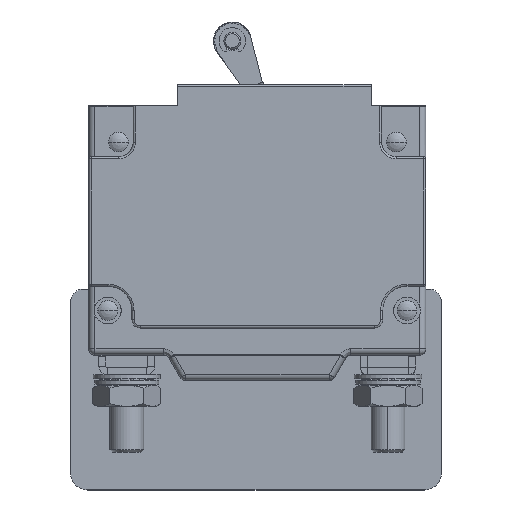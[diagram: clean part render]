
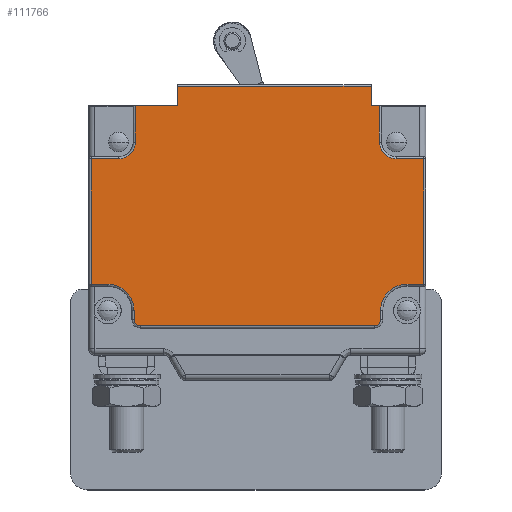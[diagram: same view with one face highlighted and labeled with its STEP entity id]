
A CAD part, top view. The second image highlights one B-rep face of the part: STEP entity #111766.
In plain terms, the highlighted planar face has unit normal (0, 0, 1).
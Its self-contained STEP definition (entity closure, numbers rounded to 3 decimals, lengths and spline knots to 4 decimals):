
#3969=DIRECTION('',(0.,-1.,0.));
#3970=VECTOR('',#3969,0.1451);
#3971=CARTESIAN_POINT('',(-0.719,0.3282,1.116));
#3972=LINE('',#3971,#3970);
#11857=DIRECTION('',(0.,-1.,0.));
#11858=VECTOR('',#11857,0.9293);
#11859=CARTESIAN_POINT('',(-1.3583,-0.2104,1.116));
#11860=LINE('',#11859,#11858);
#11861=DIRECTION('',(-1.,0.,0.));
#11862=VECTOR('',#11861,0.2023);
#11863=CARTESIAN_POINT('',(-1.156,-0.2104,1.116));
#11864=LINE('',#11863,#11862);
#11865=CARTESIAN_POINT('',(-1.156,-0.085,1.116));
#11866=DIRECTION('',(0.,0.,-1.));
#11867=DIRECTION('',(1.,0.,0.));
#11868=AXIS2_PLACEMENT_3D('',#11865,#11866,#11867);
#11870=DIRECTION('',(0.,-1.,0.));
#11871=VECTOR('',#11870,0.268);
#11872=CARTESIAN_POINT('',(-1.0306,0.183,1.116));
#11873=LINE('',#11872,#11871);
#11874=DIRECTION('',(-1.,0.,0.));
#11875=VECTOR('',#11874,0.3116);
#11876=CARTESIAN_POINT('',(-0.719,0.183,1.116));
#11877=LINE('',#11876,#11875);
#11878=DIRECTION('',(-1.,0.,0.));
#11879=VECTOR('',#11878,1.438);
#11880=CARTESIAN_POINT('',(0.719,0.3282,1.116));
#11881=LINE('',#11880,#11879);
#11882=DIRECTION('',(0.,-1.,0.));
#11883=VECTOR('',#11882,0.1451);
#11884=CARTESIAN_POINT('',(0.719,0.3282,1.116));
#11885=LINE('',#11884,#11883);
#11886=DIRECTION('',(-1.,0.,0.));
#11887=VECTOR('',#11886,0.0616);
#11888=CARTESIAN_POINT('',(0.7806,0.183,1.116));
#11889=LINE('',#11888,#11887);
#11890=DIRECTION('',(0.,1.,0.));
#11891=VECTOR('',#11890,0.268);
#11892=CARTESIAN_POINT('',(0.7806,-0.085,1.116));
#11893=LINE('',#11892,#11891);
#11894=CARTESIAN_POINT('',(0.906,-0.085,1.116));
#11895=DIRECTION('',(0.,0.,-1.));
#11896=DIRECTION('',(0.,-1.,0.));
#11897=AXIS2_PLACEMENT_3D('',#11894,#11895,#11896);
#11899=DIRECTION('',(-1.,0.,0.));
#11900=VECTOR('',#11899,0.2023);
#11901=CARTESIAN_POINT('',(1.1083,-0.2104,1.116));
#11902=LINE('',#11901,#11900);
#11903=DIRECTION('',(0.,1.,0.));
#11904=VECTOR('',#11903,0.9293);
#11905=CARTESIAN_POINT('',(1.1083,-1.1396,1.116));
#11906=LINE('',#11905,#11904);
#11907=DIRECTION('',(1.,0.,0.));
#11908=VECTOR('',#11907,0.1233);
#11909=CARTESIAN_POINT('',(0.985,-1.1396,1.116));
#11910=LINE('',#11909,#11908);
#11911=CARTESIAN_POINT('',(0.985,-1.335,1.116));
#11912=DIRECTION('',(0.,0.,-1.));
#11913=DIRECTION('',(-1.,0.,0.));
#11914=AXIS2_PLACEMENT_3D('',#11911,#11912,#11913);
#11916=DIRECTION('',(0.,1.,0.));
#11917=VECTOR('',#11916,0.068);
#11918=CARTESIAN_POINT('',(0.7896,-1.403,1.116));
#11919=LINE('',#11918,#11917);
#11920=CARTESIAN_POINT('',(0.743,-1.403,1.116));
#11921=DIRECTION('',(0.,0.,1.));
#11922=DIRECTION('',(0.,-1.,0.));
#11923=AXIS2_PLACEMENT_3D('',#11920,#11921,#11922);
#11925=DIRECTION('',(1.,0.,0.));
#11926=VECTOR('',#11925,1.736);
#11927=CARTESIAN_POINT('',(-0.993,-1.4496,1.116));
#11928=LINE('',#11927,#11926);
#11929=CARTESIAN_POINT('',(-0.993,-1.403,1.116));
#11930=DIRECTION('',(0.,0.,1.));
#11931=DIRECTION('',(-1.,0.,0.));
#11932=AXIS2_PLACEMENT_3D('',#11929,#11930,#11931);
#11934=DIRECTION('',(0.,-1.,0.));
#11935=VECTOR('',#11934,0.068);
#11936=CARTESIAN_POINT('',(-1.0396,-1.335,1.116));
#11937=LINE('',#11936,#11935);
#11938=CARTESIAN_POINT('',(-1.235,-1.335,1.116));
#11939=DIRECTION('',(0.,0.,-1.));
#11940=DIRECTION('',(0.,1.,0.));
#11941=AXIS2_PLACEMENT_3D('',#11938,#11939,#11940);
#11943=DIRECTION('',(1.,0.,0.));
#11944=VECTOR('',#11943,0.1233);
#11945=CARTESIAN_POINT('',(-1.3583,-1.1396,1.116));
#11946=LINE('',#11945,#11944);
#14088=CARTESIAN_POINT('',(-1.0306,0.183,1.116));
#19604=CARTESIAN_POINT('',(0.7806,0.183,1.116));
#98093=CARTESIAN_POINT('',(0.906,-0.2104,1.116));
#98094=CARTESIAN_POINT('',(0.7806,-0.085,1.116));
#98095=VERTEX_POINT('',#98093);
#98096=VERTEX_POINT('',#98094);
#98101=CARTESIAN_POINT('',(-1.0306,-0.085,1.116));
#98102=CARTESIAN_POINT('',(-1.156,-0.2104,1.116));
#98103=VERTEX_POINT('',#98101);
#98104=VERTEX_POINT('',#98102);
#98109=CARTESIAN_POINT('',(0.7896,-1.335,1.116));
#98110=CARTESIAN_POINT('',(0.985,-1.1396,1.116));
#98111=VERTEX_POINT('',#98109);
#98112=VERTEX_POINT('',#98110);
#98117=CARTESIAN_POINT('',(0.7896,-1.403,1.116));
#98118=VERTEX_POINT('',#98117);
#98121=CARTESIAN_POINT('',(0.743,-1.4496,1.116));
#98122=VERTEX_POINT('',#98121);
#98125=CARTESIAN_POINT('',(-0.993,-1.4496,1.116));
#98126=VERTEX_POINT('',#98125);
#98129=CARTESIAN_POINT('',(-1.0396,-1.403,1.116));
#98130=VERTEX_POINT('',#98129);
#98133=CARTESIAN_POINT('',(-1.0396,-1.335,1.116));
#98134=VERTEX_POINT('',#98133);
#98137=CARTESIAN_POINT('',(-1.235,-1.1396,1.116));
#98138=VERTEX_POINT('',#98137);
#98526=VERTEX_POINT('',#19604);
#98529=VERTEX_POINT('',#14088);
#98634=CARTESIAN_POINT('',(-1.3583,-1.1396,1.116));
#98635=VERTEX_POINT('',#98634);
#98636=CARTESIAN_POINT('',(-1.3583,-0.2104,1.116));
#98637=VERTEX_POINT('',#98636);
#98654=CARTESIAN_POINT('',(1.1083,-0.2104,1.116));
#98655=VERTEX_POINT('',#98654);
#98656=CARTESIAN_POINT('',(1.1083,-1.1396,1.116));
#98657=VERTEX_POINT('',#98656);
#98670=CARTESIAN_POINT('',(0.719,0.183,1.116));
#98671=VERTEX_POINT('',#98670);
#98672=CARTESIAN_POINT('',(-0.719,0.183,1.116));
#98673=VERTEX_POINT('',#98672);
#98777=CARTESIAN_POINT('',(-0.719,0.3282,1.116));
#98779=VERTEX_POINT('',#98777);
#98783=CARTESIAN_POINT('',(0.719,0.3282,1.116));
#98784=VERTEX_POINT('',#98783);
#111717=CARTESIAN_POINT('',(0.,0.,1.116));
#111718=DIRECTION('',(0.,0.,-1.));
#111719=DIRECTION('',(-1.,0.,0.));
#111720=AXIS2_PLACEMENT_3D('',#111717,#111718,#111719);
#111721=PLANE('',#111720);
#111723=ORIENTED_EDGE('',*,*,#111722,.F.);
#111725=ORIENTED_EDGE('',*,*,#111724,.F.);
#111727=ORIENTED_EDGE('',*,*,#111726,.F.);
#111729=ORIENTED_EDGE('',*,*,#111728,.F.);
#111731=ORIENTED_EDGE('',*,*,#111730,.F.);
#111732=ORIENTED_EDGE('',*,*,#103194,.F.);
#111734=ORIENTED_EDGE('',*,*,#111733,.F.);
#111736=ORIENTED_EDGE('',*,*,#111735,.T.);
#111738=ORIENTED_EDGE('',*,*,#111737,.F.);
#111740=ORIENTED_EDGE('',*,*,#111739,.F.);
#111742=ORIENTED_EDGE('',*,*,#111741,.F.);
#111743=ORIENTED_EDGE('',*,*,#111708,.F.);
#111745=ORIENTED_EDGE('',*,*,#111744,.F.);
#111747=ORIENTED_EDGE('',*,*,#111746,.F.);
#111749=ORIENTED_EDGE('',*,*,#111748,.F.);
#111751=ORIENTED_EDGE('',*,*,#111750,.F.);
#111753=ORIENTED_EDGE('',*,*,#111752,.F.);
#111755=ORIENTED_EDGE('',*,*,#111754,.F.);
#111757=ORIENTED_EDGE('',*,*,#111756,.F.);
#111759=ORIENTED_EDGE('',*,*,#111758,.F.);
#111761=ORIENTED_EDGE('',*,*,#111760,.F.);
#111763=ORIENTED_EDGE('',*,*,#111762,.F.);
#111764=EDGE_LOOP('',(#111723,#111725,#111727,#111729,#111731,#111732,#111734,
#111736,#111738,#111740,#111742,#111743,#111745,#111747,#111749,#111751,#111753,
#111755,#111757,#111759,#111761,#111763));
#111765=FACE_OUTER_BOUND('',#111764,.F.);
#11869=CIRCLE('',#11868,0.1254);
#11898=CIRCLE('',#11897,0.1254);
#11915=CIRCLE('',#11914,0.1954);
#11924=CIRCLE('',#11923,0.0466);
#11933=CIRCLE('',#11932,0.0466);
#11942=CIRCLE('',#11941,0.1954);
#103194=EDGE_CURVE('',#98779,#98673,#3972,.T.);
#111708=EDGE_CURVE('',#98655,#98095,#11902,.T.);
#111722=EDGE_CURVE('',#98637,#98635,#11860,.T.);
#111724=EDGE_CURVE('',#98104,#98637,#11864,.T.);
#111726=EDGE_CURVE('',#98103,#98104,#11869,.T.);
#111728=EDGE_CURVE('',#98529,#98103,#11873,.T.);
#111730=EDGE_CURVE('',#98673,#98529,#11877,.T.);
#111733=EDGE_CURVE('',#98784,#98779,#11881,.T.);
#111735=EDGE_CURVE('',#98784,#98671,#11885,.T.);
#111737=EDGE_CURVE('',#98526,#98671,#11889,.T.);
#111739=EDGE_CURVE('',#98096,#98526,#11893,.T.);
#111741=EDGE_CURVE('',#98095,#98096,#11898,.T.);
#111744=EDGE_CURVE('',#98657,#98655,#11906,.T.);
#111746=EDGE_CURVE('',#98112,#98657,#11910,.T.);
#111748=EDGE_CURVE('',#98111,#98112,#11915,.T.);
#111750=EDGE_CURVE('',#98118,#98111,#11919,.T.);
#111752=EDGE_CURVE('',#98122,#98118,#11924,.T.);
#111754=EDGE_CURVE('',#98126,#98122,#11928,.T.);
#111756=EDGE_CURVE('',#98130,#98126,#11933,.T.);
#111758=EDGE_CURVE('',#98134,#98130,#11937,.T.);
#111760=EDGE_CURVE('',#98138,#98134,#11942,.T.);
#111762=EDGE_CURVE('',#98635,#98138,#11946,.T.);
#111766=ADVANCED_FACE('',(#111765),#111721,.F.);
